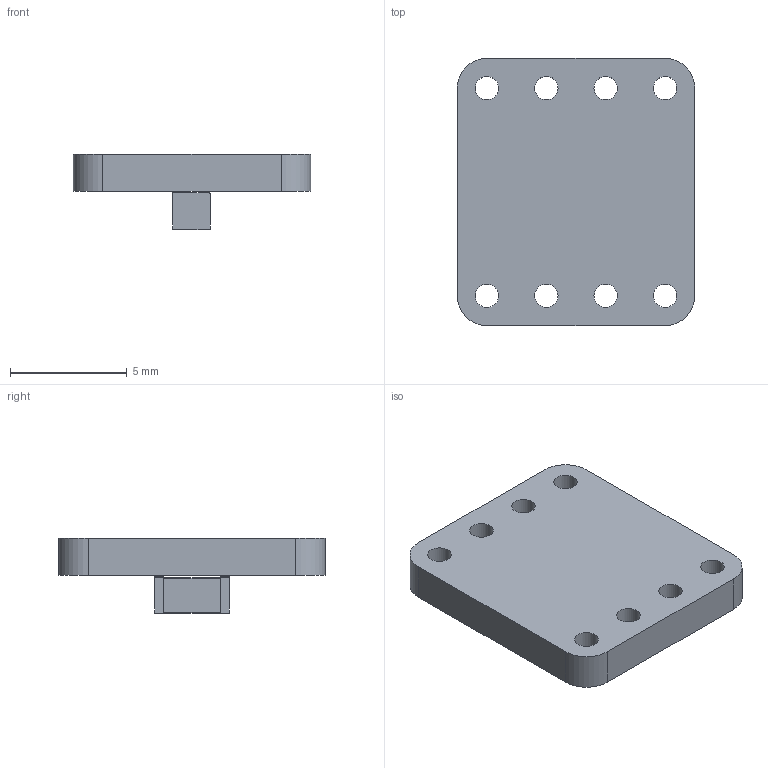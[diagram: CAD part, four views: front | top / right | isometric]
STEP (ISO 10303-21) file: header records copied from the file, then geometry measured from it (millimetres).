
FILE_DESCRIPTION(('KiCad electronic assembly'),'2;1');
FILE_NAME('ws2812b_reverse.step','2019-01-23T14:16:28',('An Author'),( 'A Company'),'Open CASCADE STEP processor 6.8', 'KiCad to STEP converter','Unknown');
FILE_SCHEMA(('AUTOMOTIVE_DESIGN_CC2 { 1 2 10303 214 -1 1 5 4 }'));
Length unit declared in the file: millimetre
Products named in the file (5): Open CASCADE STEP translator 6.8 1; WS2812B; C_1206_3216Metric; SOLID; COMPOUND
Assembly tree (4 placements, depth 3):
  Open CASCADE STEP translator 6.8 1
    WS2812B
    C_1206_3216Metric
      SOLID
    COMPOUND
Bounding box: 10.16 x 11.43 x 3.25 mm (x, y, z)
Volume: 181.1 mm3; surface area: 347.8 mm2
Topology: 2 solids, 2 shells, 46 faces, 120 edges, 80 vertices
Faces by surface type: cylinder 24, plane 22
Full cylindrical faces by diameter (mm): 1 x8
Entity records: 4486 total; most frequent: CARTESIAN_POINT 1859, DIRECTION 426, ORIENTED_EDGE 240, PCURVE 240, DEFINITIONAL_REPRESENTATION 240, LINE 216, VECTOR 216, EDGE_CURVE 120
